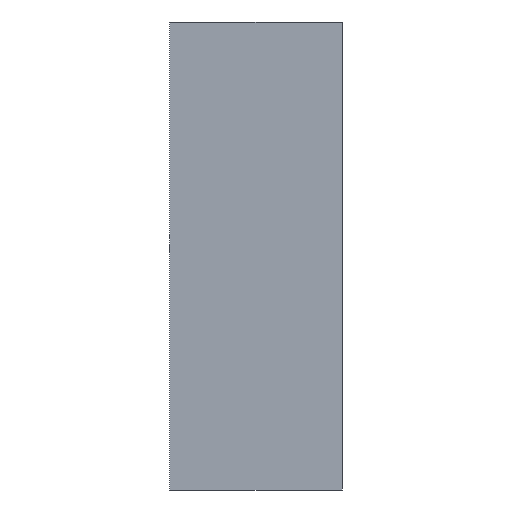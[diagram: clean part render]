
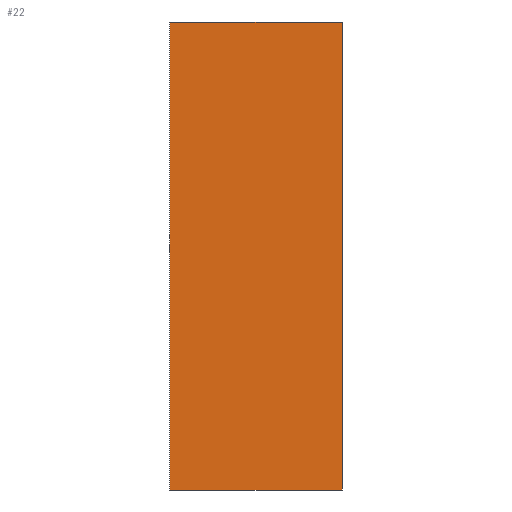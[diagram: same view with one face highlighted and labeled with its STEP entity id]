
A CAD part, front view. The second image highlights one B-rep face of the part: STEP entity #22.
In plain terms, the highlighted planar face has unit normal (0, -1, 0).
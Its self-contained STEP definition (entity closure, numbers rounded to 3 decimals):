
#22=ADVANCED_FACE('',(#54),#518,.T.);
#54=FACE_OUTER_BOUND('',#88,.T.);
#88=EDGE_LOOP('',(#154,#155,#156,#157));
#154=ORIENTED_EDGE('',*,*,#291,.T.);
#155=ORIENTED_EDGE('',*,*,#310,.F.);
#156=ORIENTED_EDGE('',*,*,#307,.T.);
#157=ORIENTED_EDGE('',*,*,#309,.F.);
#291=EDGE_CURVE('',#456,#455,#405,.T.);
#307=EDGE_CURVE('',#468,#467,#421,.T.);
#309=EDGE_CURVE('',#456,#467,#423,.T.);
#310=EDGE_CURVE('',#468,#455,#424,.T.);
#405=B_SPLINE_CURVE_WITH_KNOTS('',1,(#918,#919),.UNSPECIFIED.,.F.,.F.,(2,
2),(-79.9,0.),.UNSPECIFIED.);
#421=B_SPLINE_CURVE_WITH_KNOTS('',1,(#950,#951),.UNSPECIFIED.,.F.,.F.,(2,
2),(-79.9,0.),.UNSPECIFIED.);
#423=B_SPLINE_CURVE_WITH_KNOTS('',1,(#954,#955),.UNSPECIFIED.,.F.,.F.,(2,
2),(-29.5,0.),.UNSPECIFIED.);
#424=B_SPLINE_CURVE_WITH_KNOTS('',1,(#956,#957),.UNSPECIFIED.,.F.,.F.,(2,
2),(-29.5,0.),.UNSPECIFIED.);
#455=VERTEX_POINT('',#857);
#456=VERTEX_POINT('',#858);
#467=VERTEX_POINT('',#869);
#468=VERTEX_POINT('',#870);
#518=PLANE('',#622);
#622=AXIS2_PLACEMENT_3D('',#684,#653,$);
#653=DIRECTION('',(0.,-1.,0.));
#684=CARTESIAN_POINT('',(-17.7,-6.895,-7.99));
#857=CARTESIAN_POINT('',(14.75,-6.895,79.9));
#858=CARTESIAN_POINT('',(14.75,-6.895,0.));
#869=CARTESIAN_POINT('',(-14.75,-6.895,0.));
#870=CARTESIAN_POINT('',(-14.75,-6.895,79.9));
#918=CARTESIAN_POINT('',(14.75,-6.895,0.));
#919=CARTESIAN_POINT('',(14.75,-6.895,79.9));
#950=CARTESIAN_POINT('',(-14.75,-6.895,79.9));
#951=CARTESIAN_POINT('',(-14.75,-6.895,0.));
#954=CARTESIAN_POINT('',(14.75,-6.895,0.));
#955=CARTESIAN_POINT('',(-14.75,-6.895,0.));
#956=CARTESIAN_POINT('',(-14.75,-6.895,79.9));
#957=CARTESIAN_POINT('',(14.75,-6.895,79.9));
